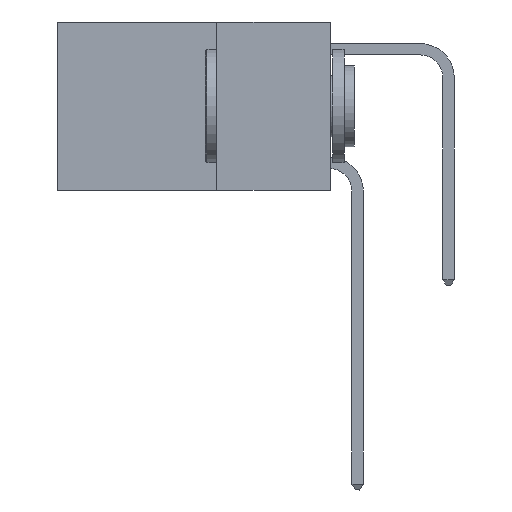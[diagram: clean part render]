
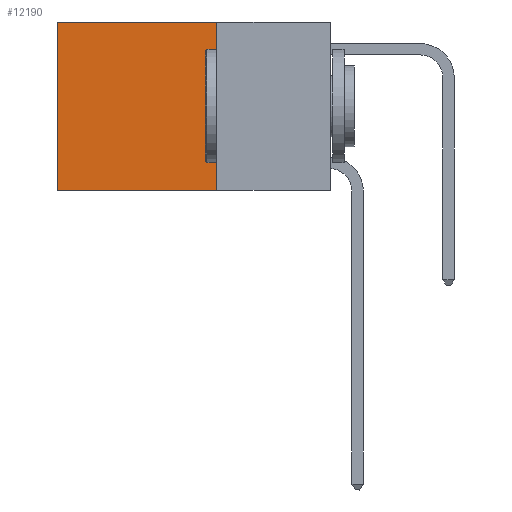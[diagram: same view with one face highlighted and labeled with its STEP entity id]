
A CAD part, left-side view. The second image highlights one B-rep face of the part: STEP entity #12190.
In plain terms, the highlighted planar face has unit normal (-1, 0, 0).
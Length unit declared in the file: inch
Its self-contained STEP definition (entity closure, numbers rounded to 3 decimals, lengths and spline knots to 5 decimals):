
#569 = CARTESIAN_POINT ( 'NONE',  ( 0.2625, 0.25, 0. ) ) ;
#752 = ORIENTED_EDGE ( 'NONE', *, *, #7071, .F. ) ;
#974 = ORIENTED_EDGE ( 'NONE', *, *, #7728, .T. ) ;
#1064 = VERTEX_POINT ( 'NONE', #4447 ) ;
#1138 = ORIENTED_EDGE ( 'NONE', *, *, #10760, .F. ) ;
#1207 = DIRECTION ( 'NONE',  ( 0., 1., 0. ) ) ;
#1343 = VERTEX_POINT ( 'NONE', #569 ) ;
#1939 = VECTOR ( 'NONE', #7121, 39.37008 ) ;
#2876 = CARTESIAN_POINT ( 'NONE',  ( 0.2625, 0.25, 0. ) ) ;
#4034 = VERTEX_POINT ( 'NONE', #6779 ) ;
#4357 = ORIENTED_EDGE ( 'NONE', *, *, #7222, .T. ) ;
#4447 = CARTESIAN_POINT ( 'NONE',  ( 0.2625, 0.6, 0. ) ) ;
#4686 = AXIS2_PLACEMENT_3D ( 'NONE', #11661, #12682, #6354 ) ;
#4999 = VECTOR ( 'NONE', #11544, 39.37008 ) ;
#5070 = EDGE_LOOP ( 'NONE', ( #974, #1138, #752, #4357 ) ) ;
#5701 = LINE ( 'NONE', #2876, #4999 ) ;
#5875 = VECTOR ( 'NONE', #1207, 39.37008 ) ;
#6354 = DIRECTION ( 'NONE',  ( 0., 0., -1. ) ) ;
#6779 = CARTESIAN_POINT ( 'NONE',  ( 0.2625, 0.6, -0.37 ) ) ;
#7071 = EDGE_CURVE ( 'NONE', #1343, #7343, #5701, .T. ) ;
#7121 = DIRECTION ( 'NONE',  ( 0., 1., 0. ) ) ;
#7222 = EDGE_CURVE ( 'NONE', #1343, #1064, #11536, .T. ) ;
#7343 = VERTEX_POINT ( 'NONE', #10211 ) ;
#7638 = CARTESIAN_POINT ( 'NONE',  ( 0.2625, 0.6, 0. ) ) ;
#7688 = DIRECTION ( 'NONE',  ( 0., 0., -1. ) ) ;
#7728 = EDGE_CURVE ( 'NONE', #1064, #4034, #8068, .T. ) ;
#8068 = LINE ( 'NONE', #7638, #13303 ) ;
#10211 = CARTESIAN_POINT ( 'NONE',  ( 0.2625, 0.25, -0.37 ) ) ;
#10280 = FACE_OUTER_BOUND ( 'NONE', #5070, .T. ) ;
#10627 = PLANE ( 'NONE',  #4686 ) ;
#10760 = EDGE_CURVE ( 'NONE', #7343, #4034, #13095, .T. ) ;
#11030 = CARTESIAN_POINT ( 'NONE',  ( 0.2625, 0.25, 0. ) ) ;
#11536 = LINE ( 'NONE', #11030, #5875 ) ;
#11544 = DIRECTION ( 'NONE',  ( 0., 0., -1. ) ) ;
#11661 = CARTESIAN_POINT ( 'NONE',  ( 0.2625, 0.25, 0. ) ) ;
#12190 = ADVANCED_FACE ( 'NONE', ( #10280 ), #10627, .F. ) ;
#12682 = DIRECTION ( 'NONE',  ( 1., 0., 0. ) ) ;
#13095 = LINE ( 'NONE', #13418, #1939 ) ;
#13303 = VECTOR ( 'NONE', #7688, 39.37008 ) ;
#13418 = CARTESIAN_POINT ( 'NONE',  ( 0.2625, 0.25, -0.37 ) ) ;
